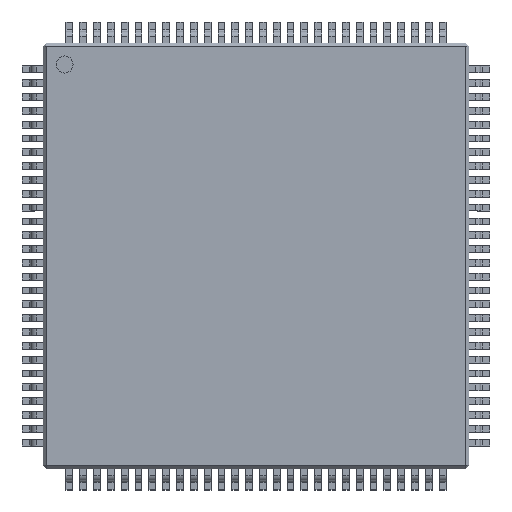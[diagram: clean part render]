
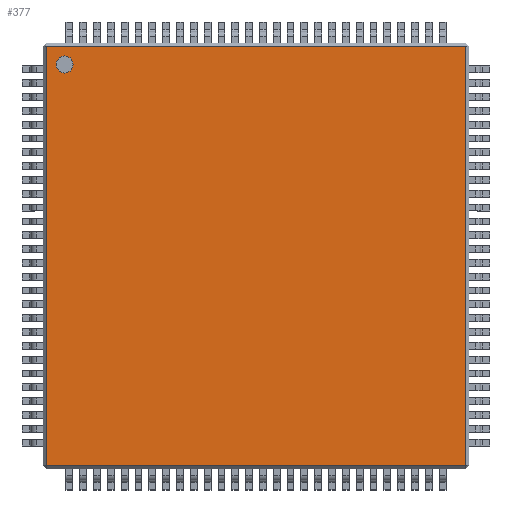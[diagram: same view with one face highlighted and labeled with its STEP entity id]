
A CAD part, top view. The second image highlights one B-rep face of the part: STEP entity #377.
In plain terms, the highlighted planar face has unit normal (0, 0, 1).
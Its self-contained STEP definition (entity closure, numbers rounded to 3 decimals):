
#13=DIRECTION('',(0.,0.,1.));
#14=DIRECTION('',(1.,0.,0.));
#176=VECTOR('',#177,1.);
#177=DIRECTION('',(0.,1.,0.));
#250=VERTEX_POINT('',#251);
#251=CARTESIAN_POINT('',(-9.85,-9.85,1.4));
#259=VERTEX_POINT('',#260);
#260=CARTESIAN_POINT('',(-9.85,9.85,1.4));
#265=ORIENTED_EDGE('',*,*,#266,.F.);
#266=EDGE_CURVE('',#250,#259,#267,.T.);
#267=LINE('',#268,#176);
#268=CARTESIAN_POINT('',(-9.85,-10.,1.4));
#334=VECTOR('',#14,1.);
#377=ADVANCED_FACE('',(#378,#396),#405,.T.);
#378=FACE_BOUND('',#379,.T.);
#379=EDGE_LOOP('',(#265,#380,#386,#392));
#380=ORIENTED_EDGE('',*,*,#381,.T.);
#381=EDGE_CURVE('',#250,#382,#384,.T.);
#382=VERTEX_POINT('',#383);
#383=CARTESIAN_POINT('',(9.85,-9.85,1.4));
#384=LINE('',#385,#334);
#385=CARTESIAN_POINT('',(-10.,-9.85,1.4));
#386=ORIENTED_EDGE('',*,*,#387,.T.);
#387=EDGE_CURVE('',#382,#388,#390,.T.);
#388=VERTEX_POINT('',#389);
#389=CARTESIAN_POINT('',(9.85,9.85,1.4));
#390=LINE('',#391,#176);
#391=CARTESIAN_POINT('',(9.85,-10.,1.4));
#392=ORIENTED_EDGE('',*,*,#393,.F.);
#393=EDGE_CURVE('',#259,#388,#394,.T.);
#394=LINE('',#395,#334);
#395=CARTESIAN_POINT('',(-10.,9.85,1.4));
#396=FACE_BOUND('',#397,.T.);
#397=EDGE_LOOP('',(#398));
#398=ORIENTED_EDGE('',*,*,#399,.F.);
#399=EDGE_CURVE('',#400,#400,#402,.T.);
#400=VERTEX_POINT('',#401);
#401=CARTESIAN_POINT('',(-8.6,9.,1.4));
#402=CIRCLE('',#403,0.4);
#403=AXIS2_PLACEMENT_3D('',#404,#13,#14);
#404=CARTESIAN_POINT('',(-9.,9.,1.4));
#405=PLANE('',#406);
#406=AXIS2_PLACEMENT_3D('',#407,#13,#14);
#407=CARTESIAN_POINT('',(-10.,-10.,1.4));
